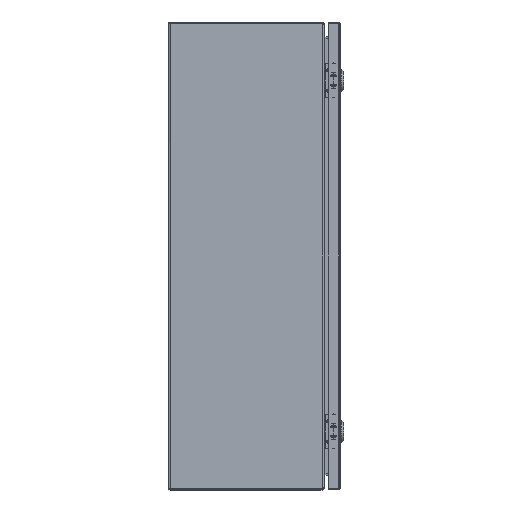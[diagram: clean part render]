
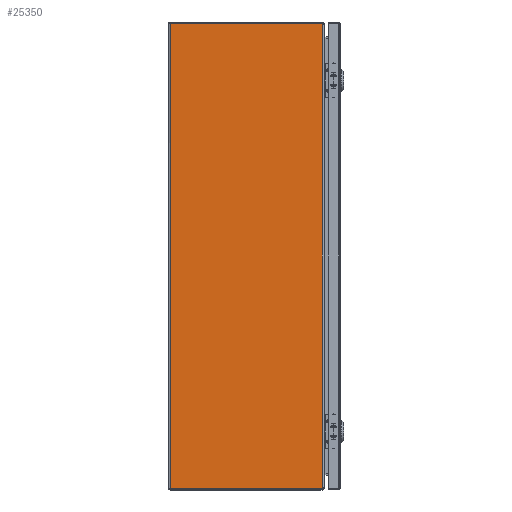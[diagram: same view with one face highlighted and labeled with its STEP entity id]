
A CAD part, left-side view. The second image highlights one B-rep face of the part: STEP entity #25350.
In plain terms, the highlighted planar face has unit normal (-1, 0, 0).
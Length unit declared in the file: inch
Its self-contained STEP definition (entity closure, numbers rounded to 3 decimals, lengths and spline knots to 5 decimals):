
#16 = CARTESIAN_POINT ( 'NONE',  ( -12., -7.892, 83.298 ) ) ;
#152 = ORIENTED_EDGE ( 'NONE', *, *, #16338, .F. ) ;
#602 = CARTESIAN_POINT ( 'NONE',  ( -12., -7.82264, -11.92789 ) ) ;
#1909 = DIRECTION ( 'NONE',  ( 0., 1., 0. ) ) ;
#1978 = CIRCLE ( 'NONE', #21730, 0.25 ) ;
#3039 = VECTOR ( 'NONE', #20725, 39.37008 ) ;
#3649 = CARTESIAN_POINT ( 'NONE',  ( -12., -0.072, 83.298 ) ) ;
#3857 = ORIENTED_EDGE ( 'NONE', *, *, #12708, .F. ) ;
#4700 = VECTOR ( 'NONE', #12549, 39.37008 ) ;
#6352 = LINE ( 'NONE', #16, #4700 ) ;
#6862 = VERTEX_POINT ( 'NONE', #20201 ) ;
#8094 = CARTESIAN_POINT ( 'NONE',  ( -12., -0.072, -11.92789 ) ) ;
#8118 = EDGE_CURVE ( 'NONE', #12595, #6862, #26934, .T. ) ;
#8613 = VECTOR ( 'NONE', #13262, 39.37008 ) ;
#9181 = EDGE_CURVE ( 'NONE', #22605, #20366, #26224, .T. ) ;
#9731 = AXIS2_PLACEMENT_3D ( 'NONE', #19041, #16970, #25371 ) ;
#9972 = PLANE ( 'NONE',  #13809 ) ;
#10033 = DIRECTION ( 'NONE',  ( 0., 1., 0. ) ) ;
#10402 = CARTESIAN_POINT ( 'NONE',  ( -12., -0.072, 11.92789 ) ) ;
#11969 = VERTEX_POINT ( 'NONE', #19815 ) ;
#12040 = DIRECTION ( 'NONE',  ( 1., 0., 0. ) ) ;
#12226 = CARTESIAN_POINT ( 'NONE',  ( -12., -7.82264, -11.67789 ) ) ;
#12549 = DIRECTION ( 'NONE',  ( 0., 0., -1. ) ) ;
#12595 = VERTEX_POINT ( 'NONE', #602 ) ;
#12708 = EDGE_CURVE ( 'NONE', #11969, #17819, #6352, .T. ) ;
#13262 = DIRECTION ( 'NONE',  ( 0., 0., 1. ) ) ;
#13449 = CARTESIAN_POINT ( 'NONE',  ( -12., -0.108, 11.92789 ) ) ;
#13809 = AXIS2_PLACEMENT_3D ( 'NONE', #3649, #12040, #18354 ) ;
#14692 = EDGE_CURVE ( 'NONE', #17819, #12595, #1978, .T. ) ;
#14856 = VECTOR ( 'NONE', #1909, 39.37008 ) ;
#15823 = ORIENTED_EDGE ( 'NONE', *, *, #14692, .F. ) ;
#16030 = CARTESIAN_POINT ( 'NONE',  ( -12., -7.82264, 11.92789 ) ) ;
#16338 = EDGE_CURVE ( 'NONE', #6862, #22605, #19844, .T. ) ;
#16970 = DIRECTION ( 'NONE',  ( 1., 0., 0. ) ) ;
#17034 = ORIENTED_EDGE ( 'NONE', *, *, #9181, .F. ) ;
#17819 = VERTEX_POINT ( 'NONE', #25236 ) ;
#18354 = DIRECTION ( 'NONE',  ( 0., 1., 0. ) ) ;
#19041 = CARTESIAN_POINT ( 'NONE',  ( -12., -7.82264, 11.67789 ) ) ;
#19815 = CARTESIAN_POINT ( 'NONE',  ( -12., -7.892, 11.91807 ) ) ;
#19844 = LINE ( 'NONE', #26166, #8613 ) ;
#20201 = CARTESIAN_POINT ( 'NONE',  ( -12., -0.108, -11.92789 ) ) ;
#20366 = VERTEX_POINT ( 'NONE', #16030 ) ;
#20626 = DIRECTION ( 'NONE',  ( 1., 0., 0. ) ) ;
#20725 = DIRECTION ( 'NONE',  ( 0., -1., 0. ) ) ;
#21585 = CIRCLE ( 'NONE', #9731, 0.25 ) ;
#21730 = AXIS2_PLACEMENT_3D ( 'NONE', #12226, #20626, #10033 ) ;
#21780 = EDGE_CURVE ( 'NONE', #20366, #11969, #21585, .T. ) ;
#22206 = EDGE_LOOP ( 'NONE', ( #24830, #17034, #152, #23563, #15823, #3857 ) ) ;
#22482 = FACE_OUTER_BOUND ( 'NONE', #22206, .T. ) ;
#22605 = VERTEX_POINT ( 'NONE', #13449 ) ;
#23563 = ORIENTED_EDGE ( 'NONE', *, *, #8118, .F. ) ;
#24830 = ORIENTED_EDGE ( 'NONE', *, *, #21780, .F. ) ;
#25236 = CARTESIAN_POINT ( 'NONE',  ( -12., -7.892, -11.91807 ) ) ;
#25350 = ADVANCED_FACE ( 'NONE', ( #22482 ), #9972, .F. ) ;
#25371 = DIRECTION ( 'NONE',  ( 0., 1., 0. ) ) ;
#26166 = CARTESIAN_POINT ( 'NONE',  ( -12., -0.108, -11.892 ) ) ;
#26224 = LINE ( 'NONE', #10402, #3039 ) ;
#26934 = LINE ( 'NONE', #8094, #14856 ) ;
